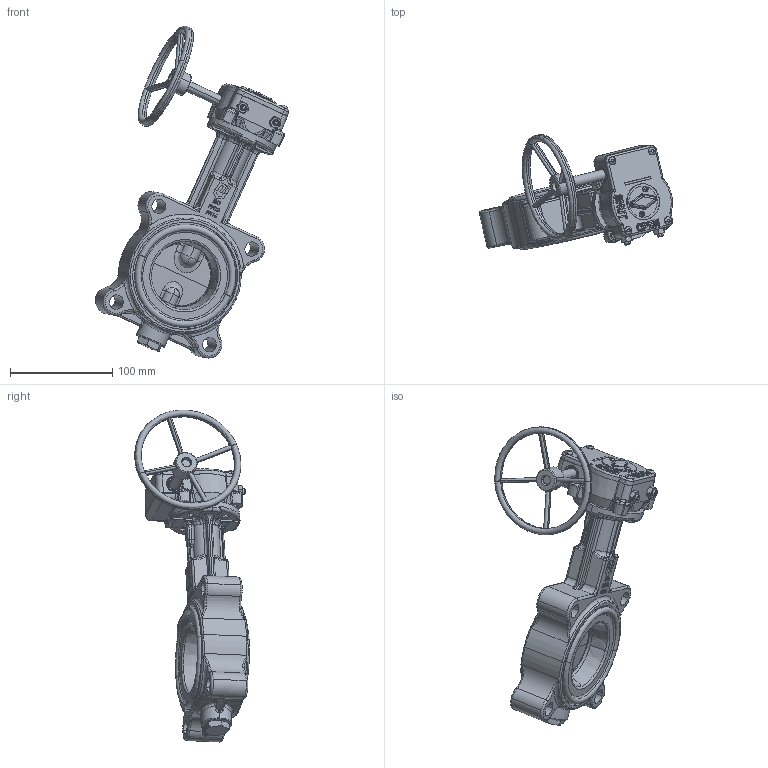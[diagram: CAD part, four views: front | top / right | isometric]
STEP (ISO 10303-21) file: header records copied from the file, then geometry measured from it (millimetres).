
FILE_DESCRIPTION (( 'STEP AP203' ), '1' );
FILE_NAME ('AK02_DN65_Getriebe.STEP', '2022-10-06T12:30:59', ( '' ), ( '' ), 'SwSTEP 2.0', 'SolidWorks 2021', '' );
FILE_SCHEMA (( 'CONFIG_CONTROL_DESIGN' ));
Products named in the file (5): AK01_DN32-100_Getriebe - Handrad; AK01_DN32-100_Getriebe mit Handrad; AK01_DN32-100_Getriebe; AK02_DN65_Getriebe; AK02_DN065_OH
Assembly tree (4 placements, depth 3):
  AK02_DN65_Getriebe
    AK01_DN32-100_Getriebe mit Handrad
      AK01_DN32-100_Getriebe
      AK01_DN32-100_Getriebe - Handrad
    AK02_DN065_OH
Bounding box: 188.9 x 112.15 x 324.51 mm (x, y, z)
Volume: 726946 mm3; surface area: 157613.4 mm2
Topology: 3 solids, 39 shells, 2465 faces, 6123 edges, 3753 vertices
Faces by surface type: plane 708, cylinder 545, bspline 519, torus 305, cone 288, sphere 100
Entity records: 116300 total; most frequent: CARTESIAN_POINT 62097, ORIENTED_EDGE 12086, DIRECTION 9972, EDGE_CURVE 6043, AXIS2_PLACEMENT_3D 3902, VERTEX_POINT 3753, EDGE_LOOP 2618, FACE_OUTER_BOUND 2465
